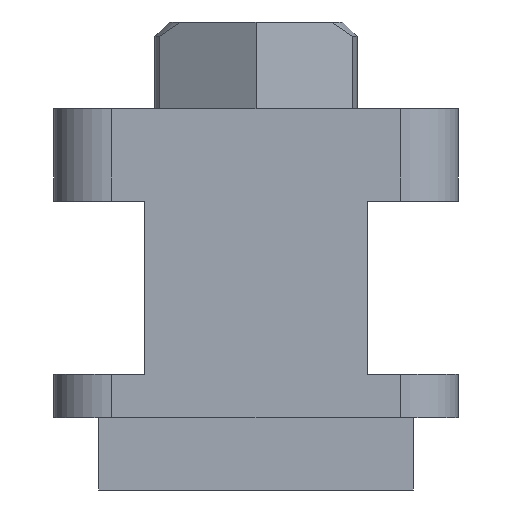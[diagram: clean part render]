
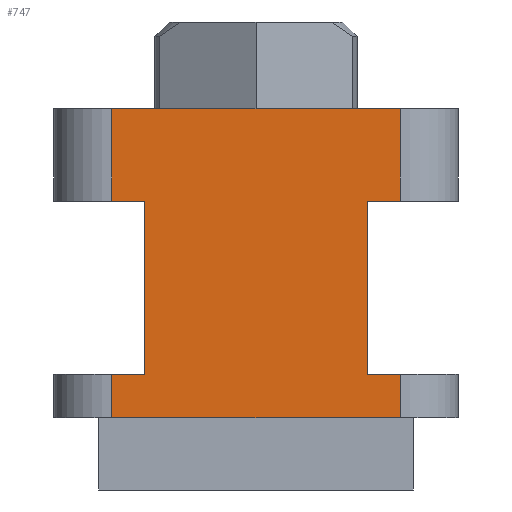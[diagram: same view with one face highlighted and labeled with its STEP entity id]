
A CAD part, front view. The second image highlights one B-rep face of the part: STEP entity #747.
In plain terms, the highlighted planar face has unit normal (0, -1, 0).
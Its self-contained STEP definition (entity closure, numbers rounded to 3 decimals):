
#127=FACE_OUTER_BOUND('',#177,.T.);
#177=EDGE_LOOP('',(#618,#619,#620,#621,#622,#623,#624,#625,#626,#627,#628,
#629));
#203=LINE('',#1055,#275);
#234=LINE('',#1172,#306);
#237=LINE('',#1178,#309);
#239=LINE('',#1184,#311);
#240=LINE('',#1186,#312);
#241=LINE('',#1188,#313);
#242=LINE('',#1189,#314);
#243=LINE('',#1191,#315);
#244=LINE('',#1193,#316);
#245=LINE('',#1195,#317);
#246=LINE('',#1197,#318);
#247=LINE('',#1198,#319);
#275=VECTOR('',#848,10.);
#306=VECTOR('',#955,3.2);
#309=VECTOR('',#960,10.);
#311=VECTOR('',#966,1.15);
#312=VECTOR('',#967,6.);
#313=VECTOR('',#968,1.15);
#314=VECTOR('',#969,1.5);
#315=VECTOR('',#970,1.5);
#316=VECTOR('',#971,1.15);
#317=VECTOR('',#972,6.);
#318=VECTOR('',#973,1.15);
#319=VECTOR('',#974,3.2);
#348=VERTEX_POINT('',#1052);
#349=VERTEX_POINT('',#1054);
#382=VERTEX_POINT('',#1165);
#385=VERTEX_POINT('',#1170);
#387=VERTEX_POINT('',#1177);
#389=VERTEX_POINT('',#1183);
#390=VERTEX_POINT('',#1185);
#391=VERTEX_POINT('',#1187);
#392=VERTEX_POINT('',#1190);
#393=VERTEX_POINT('',#1192);
#394=VERTEX_POINT('',#1194);
#395=VERTEX_POINT('',#1196);
#415=EDGE_CURVE('',#349,#348,#203,.T.);
#466=EDGE_CURVE('',#385,#382,#234,.T.);
#469=EDGE_CURVE('',#387,#382,#237,.T.);
#472=EDGE_CURVE('',#385,#389,#239,.T.);
#473=EDGE_CURVE('',#389,#390,#240,.T.);
#474=EDGE_CURVE('',#390,#391,#241,.T.);
#475=EDGE_CURVE('',#349,#391,#242,.T.);
#476=EDGE_CURVE('',#392,#348,#243,.T.);
#477=EDGE_CURVE('',#392,#393,#244,.T.);
#478=EDGE_CURVE('',#393,#394,#245,.T.);
#479=EDGE_CURVE('',#394,#395,#246,.T.);
#480=EDGE_CURVE('',#387,#395,#247,.T.);
#618=ORIENTED_EDGE('',*,*,#466,.F.);
#619=ORIENTED_EDGE('',*,*,#472,.T.);
#620=ORIENTED_EDGE('',*,*,#473,.T.);
#621=ORIENTED_EDGE('',*,*,#474,.T.);
#622=ORIENTED_EDGE('',*,*,#475,.F.);
#623=ORIENTED_EDGE('',*,*,#415,.T.);
#624=ORIENTED_EDGE('',*,*,#476,.F.);
#625=ORIENTED_EDGE('',*,*,#477,.T.);
#626=ORIENTED_EDGE('',*,*,#478,.T.);
#627=ORIENTED_EDGE('',*,*,#479,.T.);
#628=ORIENTED_EDGE('',*,*,#480,.F.);
#629=ORIENTED_EDGE('',*,*,#469,.T.);
#709=PLANE('',#809);
#747=ADVANCED_FACE('',(#127),#709,.T.);
#809=AXIS2_PLACEMENT_3D('',#1182,#964,#965);
#848=DIRECTION('',(1.,0.,0.));
#955=DIRECTION('',(0.,0.,1.));
#960=DIRECTION('',(-1.,0.,0.));
#964=DIRECTION('center_axis',(0.,-1.,0.));
#965=DIRECTION('ref_axis',(0.,0.,-1.));
#966=DIRECTION('',(1.,0.,0.));
#967=DIRECTION('',(0.,0.,-1.));
#968=DIRECTION('',(-1.,0.,0.));
#969=DIRECTION('',(0.,0.,1.));
#970=DIRECTION('',(0.,0.,-1.));
#971=DIRECTION('',(-1.,0.,0.));
#972=DIRECTION('',(0.,0.,1.));
#973=DIRECTION('',(1.,0.,0.));
#974=DIRECTION('',(0.,0.,-1.));
#1052=CARTESIAN_POINT('',(5.,-54.,0.));
#1054=CARTESIAN_POINT('',(-5.,-54.,0.));
#1055=CARTESIAN_POINT('',(-7.,-54.,0.));
#1165=CARTESIAN_POINT('',(-5.,-54.,10.7));
#1170=CARTESIAN_POINT('',(-5.,-54.,7.5));
#1172=CARTESIAN_POINT('',(-5.,-54.,0.));
#1177=CARTESIAN_POINT('',(5.,-54.,10.7));
#1178=CARTESIAN_POINT('',(-7.,-54.,10.7));
#1182=CARTESIAN_POINT('Origin',(7.,-54.,0.));
#1183=CARTESIAN_POINT('',(-3.85,-54.,7.5));
#1184=CARTESIAN_POINT('',(1.575,-54.,7.5));
#1185=CARTESIAN_POINT('',(-3.85,-54.,1.5));
#1186=CARTESIAN_POINT('',(-3.85,-54.,0.75));
#1187=CARTESIAN_POINT('',(-5.,-54.,1.5));
#1188=CARTESIAN_POINT('',(0.,-54.,1.5));
#1189=CARTESIAN_POINT('',(-5.,-54.,0.));
#1190=CARTESIAN_POINT('',(5.,-54.,1.5));
#1191=CARTESIAN_POINT('',(5.,-54.,0.));
#1192=CARTESIAN_POINT('',(3.85,-54.,1.5));
#1193=CARTESIAN_POINT('',(5.425,-54.,1.5));
#1194=CARTESIAN_POINT('',(3.85,-54.,7.5));
#1195=CARTESIAN_POINT('',(3.85,-54.,3.75));
#1196=CARTESIAN_POINT('',(5.,-54.,7.5));
#1197=CARTESIAN_POINT('',(7.,-54.,7.5));
#1198=CARTESIAN_POINT('',(5.,-54.,0.));
